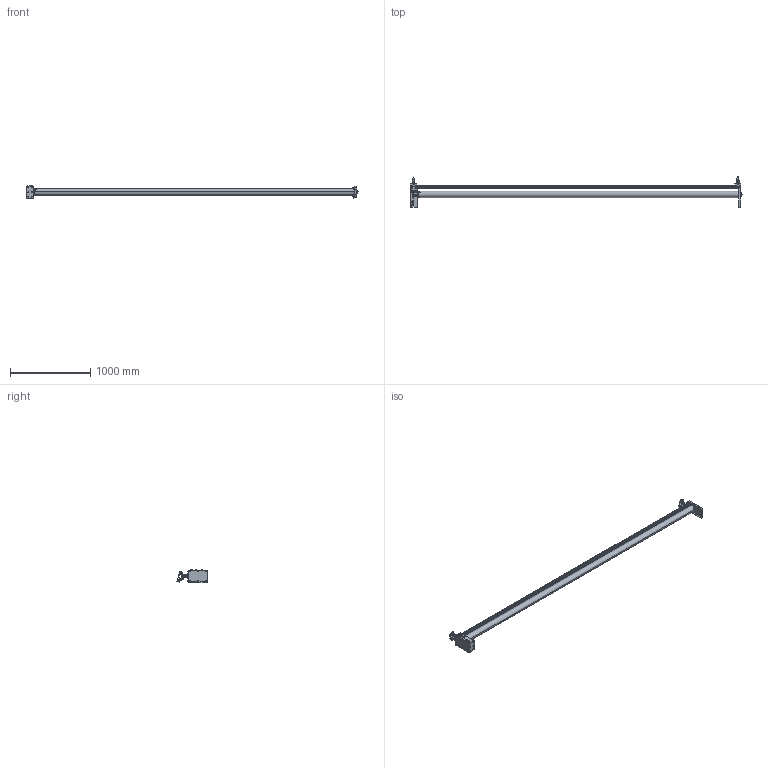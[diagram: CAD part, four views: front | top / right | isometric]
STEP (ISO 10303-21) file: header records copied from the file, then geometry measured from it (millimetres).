
FILE_DESCRIPTION (( 'STEP AP214' ), '1' );
FILE_NAME ('289.001.002_Main_Assembly_4m.STEP', '2019-04-11T08:34:24', ( '' ), ( '' ), 'SwSTEP 2.0', 'SolidWorks 2018', '' );
FILE_SCHEMA (( 'AUTOMOTIVE_DESIGN' ));
Length unit declared in the file: millimetre
Products named in the file (1): 289.001.002_Main_Assembly_4m
Bounding box: 4136.8 x 393.6 x 152.93 mm (x, y, z)
Surface area: 2537250.9 mm2 (no closed solid volume)
Topology: 0 solids, 186 shells, 697 faces, 3177 edges, 2547 vertices
Faces by surface type: plane 343, cylinder 216, torus 54, bspline 54, cone 29, sphere 1
Entity records: 45152 total; most frequent: CARTESIAN_POINT 12152, DIRECTION 5296, ORIENTED_EDGE 4171, EDGE_CURVE 3169, VERTEX_POINT 2547, VECTOR 1786, LINE 1786, AXIS2_PLACEMENT_3D 1755
